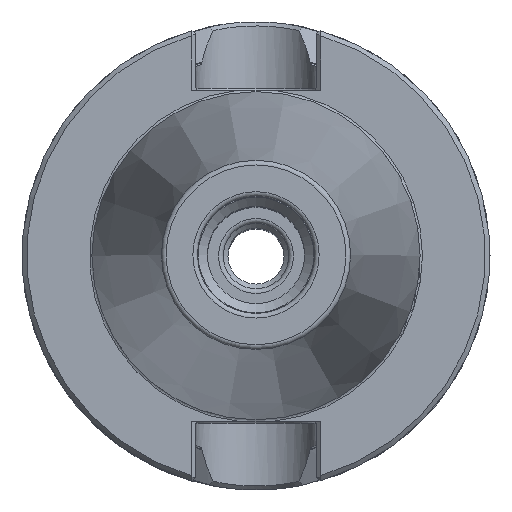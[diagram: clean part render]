
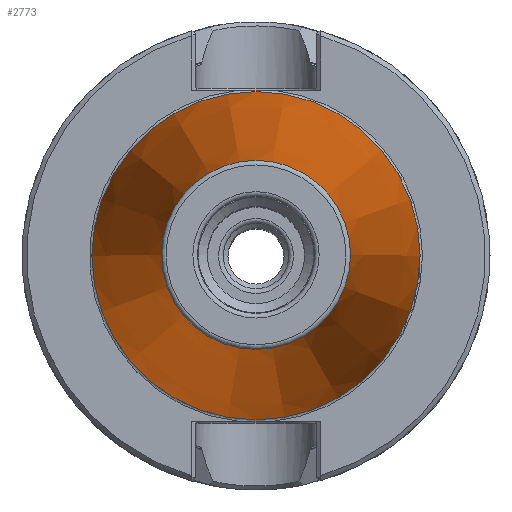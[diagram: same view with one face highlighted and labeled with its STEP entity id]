
A CAD part, top view. The second image highlights one B-rep face of the part: STEP entity #2773.
In plain terms, the highlighted conical face has half-angle 8.297 degrees and reference radius 20.204 mm.
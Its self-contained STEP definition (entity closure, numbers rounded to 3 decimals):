
#265=CONICAL_SURFACE('',#2966,20.204,0.145);
#575=ORIENTED_EDGE('',*,*,#750,.T.);
#576=ORIENTED_EDGE('',*,*,#891,.F.);
#750=EDGE_CURVE('',#977,#977,#1152,.T.);
#891=EDGE_CURVE('',#1070,#1070,#1191,.T.);
#977=VERTEX_POINT('',#3711);
#1070=VERTEX_POINT('',#4253);
#1152=CIRCLE('',#2868,35.065);
#1191=CIRCLE('',#2965,20.204);
#1334=EDGE_LOOP('',(#575));
#1335=EDGE_LOOP('',(#576));
#1556=FACE_BOUND('',#1334,.T.);
#1557=FACE_BOUND('',#1335,.T.);
#2773=ADVANCED_FACE('',(#1556,#1557),#265,.T.);
#2868=AXIS2_PLACEMENT_3D('',#3710,#3137,#3138);
#2965=AXIS2_PLACEMENT_3D('',#4252,#3387,#3388);
#2966=AXIS2_PLACEMENT_3D('',#4254,#3389,#3390);
#3137=DIRECTION('',(0.,0.,1.));
#3138=DIRECTION('',(1.,0.,0.));
#3387=DIRECTION('',(0.,0.,1.));
#3388=DIRECTION('',(1.,0.,0.));
#3389=DIRECTION('',(0.,0.,-1.));
#3390=DIRECTION('',(-1.,0.,0.));
#3710=CARTESIAN_POINT('',(0.,0.,-0.963));
#3711=CARTESIAN_POINT('',(35.065,0.,-0.963));
#4252=CARTESIAN_POINT('',(0.,0.,100.944));
#4253=CARTESIAN_POINT('',(20.204,0.,100.944));
#4254=CARTESIAN_POINT('',(0.,0.,100.944));
